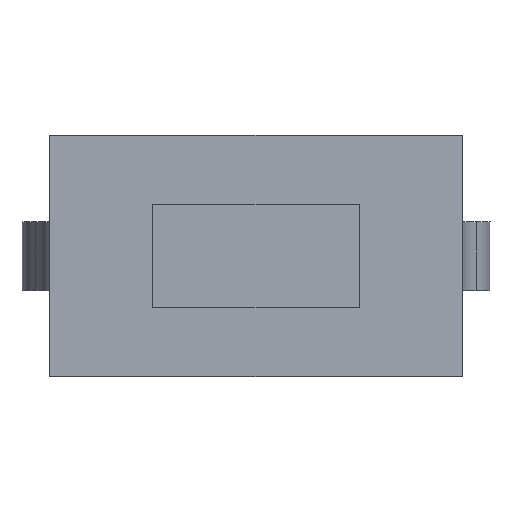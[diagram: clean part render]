
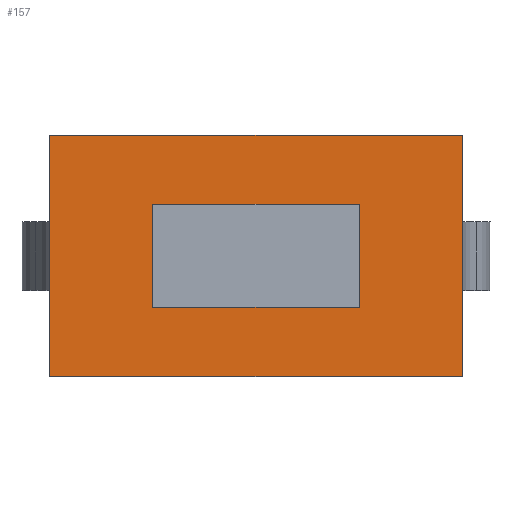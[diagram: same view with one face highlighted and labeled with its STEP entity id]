
A CAD part, top view. The second image highlights one B-rep face of the part: STEP entity #157.
In plain terms, the highlighted planar face has unit normal (0, 0, 1).
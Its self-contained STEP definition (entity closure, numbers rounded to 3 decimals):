
#157=ADVANCED_FACE('',(#360,#362),#364,.T.);
#360=FACE_BOUND('',#361,.T.);
#361=EDGE_LOOP('',(#524,#525,#526,#527));
#362=FACE_BOUND('',#363,.T.);
#363=EDGE_LOOP('',(#528,#529,#530,#531));
#364=PLANE('',#365);
#365=AXIS2_PLACEMENT_3D('',#366,#367,#368);
#366=CARTESIAN_POINT('',(0.,0.,3.3));
#367=DIRECTION('',(0.,0.,1.));
#368=DIRECTION('',(1.,0.,0.));
#524=ORIENTED_EDGE('',*,*,#601,.T.);
#525=ORIENTED_EDGE('',*,*,#627,.T.);
#526=ORIENTED_EDGE('',*,*,#595,.T.);
#527=ORIENTED_EDGE('',*,*,#626,.T.);
#528=ORIENTED_EDGE('',*,*,#628,.F.);
#529=ORIENTED_EDGE('',*,*,#629,.F.);
#530=ORIENTED_EDGE('',*,*,#630,.F.);
#531=ORIENTED_EDGE('',*,*,#631,.F.);
#595=EDGE_CURVE('',#668,#666,#669,.T.);
#601=EDGE_CURVE('',#678,#676,#679,.T.);
#626=EDGE_CURVE('',#666,#678,#720,.T.);
#627=EDGE_CURVE('',#676,#668,#721,.T.);
#628=EDGE_CURVE('',#722,#723,#724,.T.);
#629=EDGE_CURVE('',#725,#722,#726,.T.);
#630=EDGE_CURVE('',#727,#725,#728,.T.);
#631=EDGE_CURVE('',#723,#727,#729,.T.);
#666=VERTEX_POINT('',#788);
#668=VERTEX_POINT('',#792);
#669=LINE('',#793,#794);
#676=VERTEX_POINT('',#810);
#678=VERTEX_POINT('',#814);
#679=LINE('',#815,#816);
#720=LINE('',#914,#915);
#721=LINE('',#917,#918);
#722=VERTEX_POINT('',#920);
#723=VERTEX_POINT('',#921);
#724=LINE('',#922,#923);
#725=VERTEX_POINT('',#925);
#726=LINE('',#926,#927);
#727=VERTEX_POINT('',#929);
#728=LINE('',#930,#931);
#729=LINE('',#933,#934);
#788=CARTESIAN_POINT('',(-3.,-1.75,3.3));
#792=CARTESIAN_POINT('',(-3.,1.75,3.3));
#793=CARTESIAN_POINT('',(-3.,1.75,3.3));
#794=VECTOR('',#795,1.);
#795=DIRECTION('',(0.,-1.,0.));
#810=CARTESIAN_POINT('',(3.,1.75,3.3));
#814=CARTESIAN_POINT('',(3.,-1.75,3.3));
#815=CARTESIAN_POINT('',(3.,-1.75,3.3));
#816=VECTOR('',#817,1.);
#817=DIRECTION('',(0.,1.,0.));
#914=CARTESIAN_POINT('',(-3.,-1.75,3.3));
#915=VECTOR('',#916,1.);
#916=DIRECTION('',(1.,0.,0.));
#917=CARTESIAN_POINT('',(3.,1.75,3.3));
#918=VECTOR('',#919,1.);
#919=DIRECTION('',(-1.,0.,0.));
#920=CARTESIAN_POINT('',(1.5,-0.75,3.3));
#921=CARTESIAN_POINT('',(1.5,0.75,3.3));
#922=CARTESIAN_POINT('',(1.5,-0.75,3.3));
#923=VECTOR('',#924,1.);
#924=DIRECTION('',(0.,1.,0.));
#925=CARTESIAN_POINT('',(-1.5,-0.75,3.3));
#926=CARTESIAN_POINT('',(-1.5,-0.75,3.3));
#927=VECTOR('',#928,1.);
#928=DIRECTION('',(1.,0.,0.));
#929=CARTESIAN_POINT('',(-1.5,0.75,3.3));
#930=CARTESIAN_POINT('',(-1.5,0.75,3.3));
#931=VECTOR('',#932,1.);
#932=DIRECTION('',(0.,-1.,0.));
#933=CARTESIAN_POINT('',(1.5,0.75,3.3));
#934=VECTOR('',#935,1.);
#935=DIRECTION('',(-1.,0.,0.));
